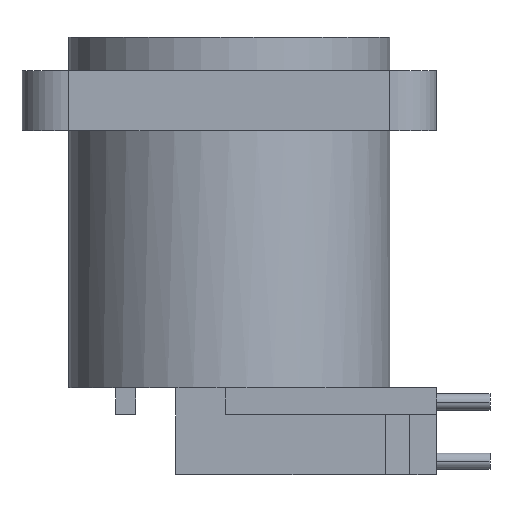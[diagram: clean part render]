
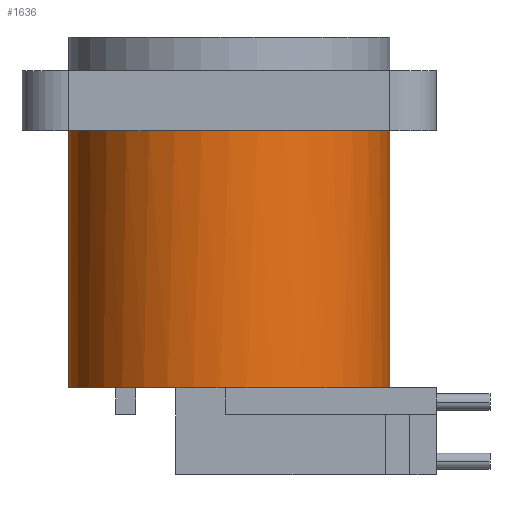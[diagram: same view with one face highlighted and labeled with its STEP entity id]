
A CAD part, left-side view. The second image highlights one B-rep face of the part: STEP entity #1636.
In plain terms, the highlighted cylindrical face has radius 12 mm (diameter 24 mm), a partial arc.
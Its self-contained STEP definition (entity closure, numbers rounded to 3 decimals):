
#502=CARTESIAN_POINT('',(0.,0.,-19.2));
#503=DIRECTION('',(0.,0.,-1.));
#504=DIRECTION('',(0.,-1.,0.));
#505=AXIS2_PLACEMENT_3D('',#502,#503,#504);
#507=CARTESIAN_POINT('',(0.,0.,-19.2));
#508=DIRECTION('',(0.,0.,1.));
#509=DIRECTION('',(0.,1.,0.));
#510=AXIS2_PLACEMENT_3D('',#507,#508,#509);
#512=DIRECTION('',(0.,0.,1.));
#513=VECTOR('',#512,19.2);
#514=CARTESIAN_POINT('',(0.,12.,-19.2));
#515=LINE('',#514,#513);
#516=DIRECTION('',(0.,0.,1.));
#517=VECTOR('',#516,19.2);
#518=CARTESIAN_POINT('',(0.,-12.,-19.2));
#519=LINE('',#518,#517);
#525=CARTESIAN_POINT('',(0.,0.,0.));
#526=DIRECTION('',(0.,0.,1.));
#527=DIRECTION('',(0.,1.,0.));
#528=AXIS2_PLACEMENT_3D('',#525,#526,#527);
#999=CARTESIAN_POINT('',(0.,12.,-19.2));
#1000=CARTESIAN_POINT('',(0.,12.,0.));
#1001=VERTEX_POINT('',#999);
#1002=VERTEX_POINT('',#1000);
#1023=CARTESIAN_POINT('',(0.,-12.,0.));
#1024=VERTEX_POINT('',#1023);
#1141=CARTESIAN_POINT('',(-8.5,-8.471,-19.2));
#1143=VERTEX_POINT('',#1141);
#1151=CARTESIAN_POINT('',(0.,-12.,-19.2));
#1152=VERTEX_POINT('',#1151);
#1623=CARTESIAN_POINT('',(0.,0.,8.31));
#1624=DIRECTION('',(0.,0.,-1.));
#1625=DIRECTION('',(0.,-1.,0.));
#1626=AXIS2_PLACEMENT_3D('',#1623,#1624,#1625);
#1627=CYLINDRICAL_SURFACE('',#1626,12.);
#1628=ORIENTED_EDGE('',*,*,#1602,.T.);
#1629=ORIENTED_EDGE('',*,*,#1256,.F.);
#1630=ORIENTED_EDGE('',*,*,#1617,.T.);
#1632=ORIENTED_EDGE('',*,*,#1631,.T.);
#1633=ORIENTED_EDGE('',*,*,#1613,.F.);
#1634=EDGE_LOOP('',(#1628,#1629,#1630,#1632,#1633));
#1635=FACE_OUTER_BOUND('',#1634,.F.);
#506=CIRCLE('',#505,12.);
#511=CIRCLE('',#510,12.);
#529=CIRCLE('',#528,12.);
#1256=EDGE_CURVE('',#1001,#1143,#511,.T.);
#1602=EDGE_CURVE('',#1152,#1143,#506,.T.);
#1613=EDGE_CURVE('',#1152,#1024,#519,.T.);
#1617=EDGE_CURVE('',#1001,#1002,#515,.T.);
#1631=EDGE_CURVE('',#1002,#1024,#529,.T.);
#1636=ADVANCED_FACE('',(#1635),#1627,.T.);
